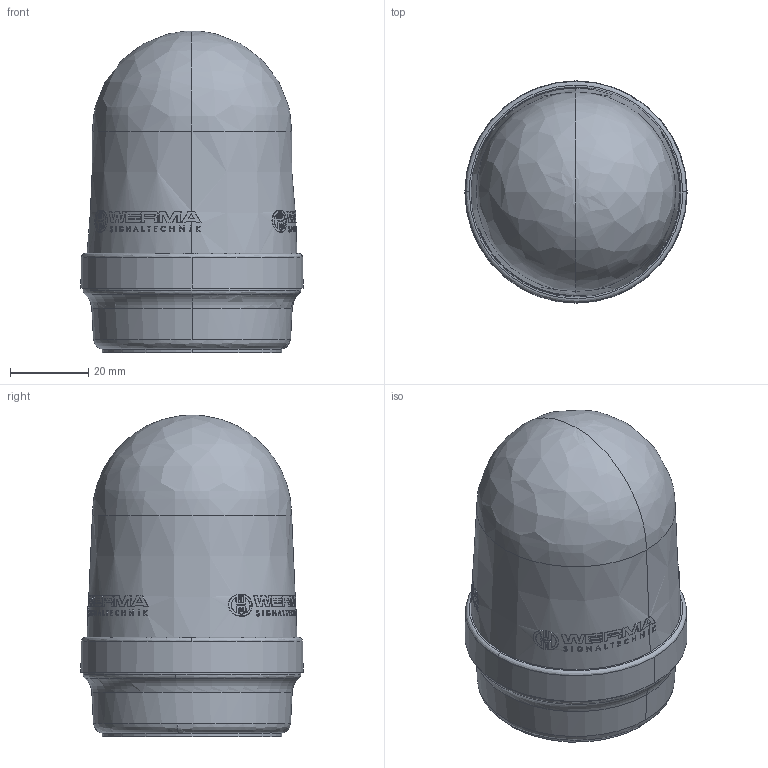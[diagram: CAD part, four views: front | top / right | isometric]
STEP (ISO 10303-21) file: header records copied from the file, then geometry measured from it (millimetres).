
FILE_DESCRIPTION (( 'STEP AP214' ), '1' );
FILE_NAME ('21010000.step', '2016-03-10T23:04:07', ( '' ), ( '' ), 'SwSTEP 2.0', 'SolidWorks 2015', '' );
FILE_SCHEMA (( 'AUTOMOTIVE_DESIGN' ));
Length unit declared in the file: inch
Products named in the file (1): 21010000
Bounding box: 56.9 x 56.9 x 82.4 mm (x, y, z)
Volume: 158947.3 mm3; surface area: 16002.9 mm2
Topology: 1 solids, 1 shells, 778 faces, 2102 edges, 1399 vertices
Faces by surface type: plane 526, cylinder 160, cone 80, bspline 10, torus 2
Entity records: 28225 total; most frequent: CARTESIAN_POINT 9805, ORIENTED_EDGE 4200, DIRECTION 3259, EDGE_CURVE 2100, VERTEX_POINT 1399, AXIS2_PLACEMENT_3D 1235, EDGE_LOOP 853, VECTOR 789
